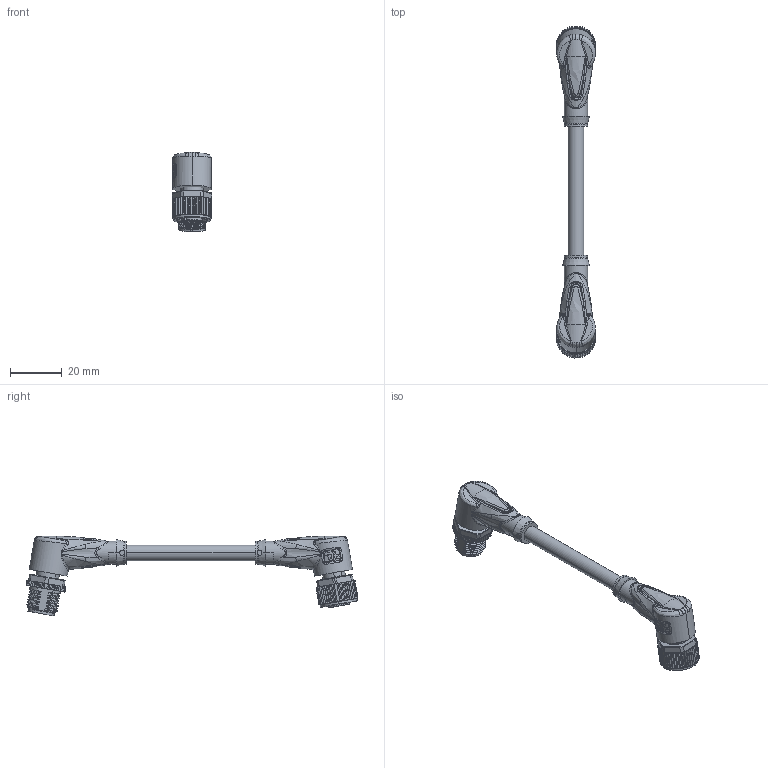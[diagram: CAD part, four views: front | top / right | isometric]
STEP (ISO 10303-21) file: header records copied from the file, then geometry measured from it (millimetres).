
FILE_DESCRIPTION(('STEP AP214'),'1');
FILE_NAME('cctmp_0AC2887F-3B38-4612-91F2-1E8C00979E3E_2022_04_27_10_54_35_0352..stp','2022-04-27T08:54:49',('KiM GmbH'),('CADClick - www.CADClick.com'),'Spatial InterOp 3D postprocessed',' ','unknown authorization');
FILE_SCHEMA(('AUTOMOTIVE_DESIGN'));
Length unit declared in the file: millimetre
Products named in the file (9): Connection2; Connection2_2; Connection2_1; T193853_1; Cable; Connection1; Connection1_2; Connection1_1; T193853
Assembly tree (8 placements, depth 4):
  T193853
    T193853_1
      Connection2
        Connection2_2
        Connection2_1
      Cable
      Connection1
        Connection1_2
        Connection1_1
Bounding box: 15.4 x 128.84 x 30.94 mm (x, y, z)
Volume: 13271 mm3; surface area: 9843 mm2
Topology: 7 solids, 32 shells, 3187 faces, 8442 edges, 5398 vertices
Faces by surface type: plane 1704, cylinder 651, bspline 330, torus 303, cone 183, sphere 16
Entity records: 136608 total; most frequent: CARTESIAN_POINT 50085, ORIENTED_EDGE 16790, DIRECTION 14840, EDGE_CURVE 8417, VERTEX_POINT 5398, LINE 5100, VECTOR 5100, AXIS2_PLACEMENT_3D 4870
